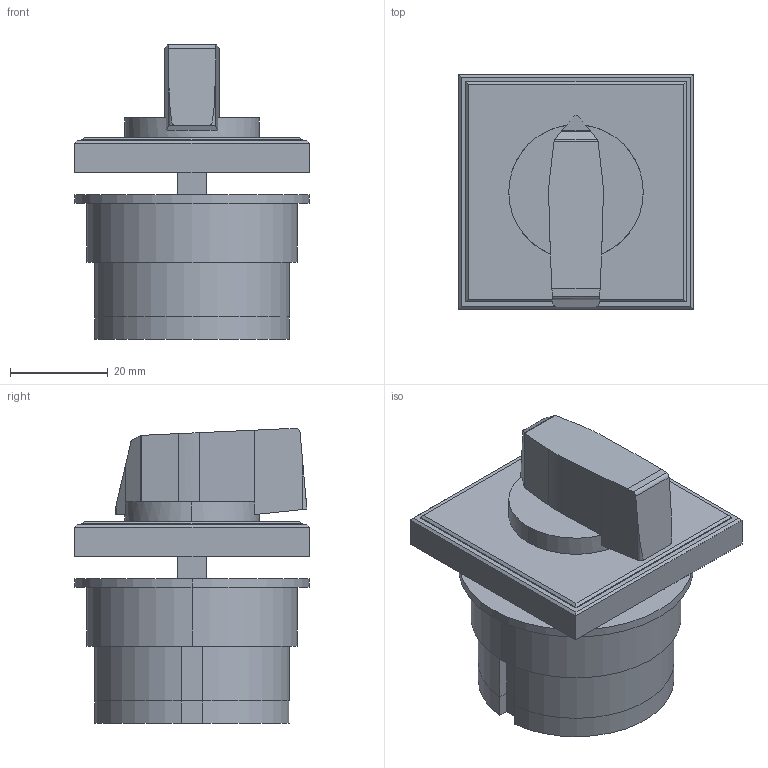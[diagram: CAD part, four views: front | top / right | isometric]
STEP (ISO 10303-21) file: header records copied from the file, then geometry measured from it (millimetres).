
FILE_DESCRIPTION((''),'2;1');
FILE_NAME('3d_7GN1251U.stp','2012-10-02T14:28:30',(''),(''),'Mechanical Desktop 2011','Mechanical Desktop 2011',', , ');
FILE_SCHEMA(('CONFIG_CONTROL_DESIGN'));
Length unit declared in the file: millimetre
Products named in the file (1): Product
Bounding box: 48 x 48 x 60.3 mm (x, y, z)
Volume: 64791 mm3; surface area: 28745 mm2
Topology: 8 solids, 8 shells, 96 faces, 226 edges, 146 vertices
Faces by surface type: plane 66, cylinder 21, bspline 9
Entity records: 2811 total; most frequent: CARTESIAN_POINT 496, DIRECTION 454, ORIENTED_EDGE 452, EDGE_CURVE 226, VECTOR 174, LINE 174, VERTEX_POINT 146, AXIS2_PLACEMENT_3D 140
